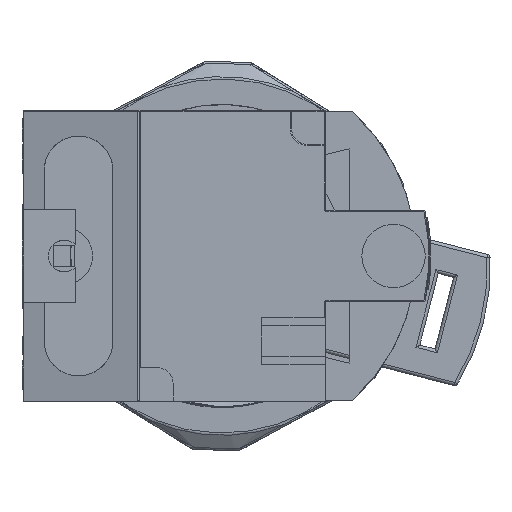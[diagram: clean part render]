
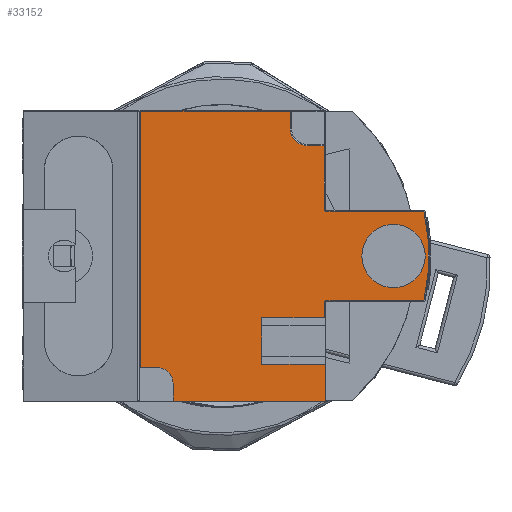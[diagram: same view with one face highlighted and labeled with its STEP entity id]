
A CAD part, front view. The second image highlights one B-rep face of the part: STEP entity #33152.
In plain terms, the highlighted planar face has unit normal (0, -1, 0).
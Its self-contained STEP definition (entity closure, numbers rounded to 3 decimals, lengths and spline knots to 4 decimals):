
#2392=LINE('',#86794,#4916);
#2676=LINE('',#89335,#5200);
#2677=LINE('',#89339,#5201);
#2678=LINE('',#89343,#5202);
#2679=LINE('',#89345,#5203);
#2680=LINE('',#89347,#5204);
#2681=LINE('',#89349,#5205);
#2682=LINE('',#89351,#5206);
#2683=LINE('',#89353,#5207);
#2684=LINE('',#89355,#5208);
#2685=LINE('',#89359,#5209);
#2686=LINE('',#89363,#5210);
#2687=LINE('',#89367,#5211);
#2688=LINE('',#89369,#5212);
#2689=LINE('',#89372,#5213);
#4916=VECTOR('',#38665,0.9547);
#5200=VECTOR('',#39091,0.5571);
#5201=VECTOR('',#39096,0.061);
#5202=VECTOR('',#39099,0.0669);
#5203=VECTOR('',#39100,0.5669);
#5204=VECTOR('',#39101,0.1378);
#5205=VECTOR('',#39102,0.2362);
#5206=VECTOR('',#39103,0.1732);
#5207=VECTOR('',#39104,0.2323);
#5208=VECTOR('',#39105,0.0563);
#5209=VECTOR('',#39108,0.3652);
#5210=VECTOR('',#39111,0.3652);
#5211=VECTOR('',#39114,0.2374);
#5212=VECTOR('',#39115,0.063);
#5213=VECTOR('',#39118,0.065);
#7688=FACE_BOUND('',#9959,.T.);
#8056=FACE_OUTER_BOUND('',#9958,.T.);
#9958=EDGE_LOOP('',(#22980,#22981,#22982,#22983,#22984,#22985,#22986,#22987,
#22988,#22989,#22990,#22991,#22992,#22993,#22994,#22995,#22996,#22997,#22998,
#22999));
#9959=EDGE_LOOP('',(#23000));
#11839=CIRCLE('',#35578,0.0591);
#11840=CIRCLE('',#35579,0.0067);
#11841=CIRCLE('',#35580,0.7916);
#11842=CIRCLE('',#35581,0.0067);
#11843=CIRCLE('',#35582,0.063);
#11844=CIRCLE('',#35583,0.1181);
#13075=VERTEX_POINT('',#86774);
#13081=VERTEX_POINT('',#86792);
#13698=VERTEX_POINT('',#89334);
#13699=VERTEX_POINT('',#89338);
#13700=VERTEX_POINT('',#89340);
#13701=VERTEX_POINT('',#89342);
#13702=VERTEX_POINT('',#89344);
#13703=VERTEX_POINT('',#89346);
#13704=VERTEX_POINT('',#89348);
#13705=VERTEX_POINT('',#89350);
#13706=VERTEX_POINT('',#89352);
#13707=VERTEX_POINT('',#89354);
#13708=VERTEX_POINT('',#89356);
#13709=VERTEX_POINT('',#89358);
#13710=VERTEX_POINT('',#89360);
#13711=VERTEX_POINT('',#89362);
#13712=VERTEX_POINT('',#89364);
#13713=VERTEX_POINT('',#89366);
#13714=VERTEX_POINT('',#89368);
#13715=VERTEX_POINT('',#89370);
#13716=VERTEX_POINT('',#89373);
#16598=EDGE_CURVE('',#13081,#13075,#2392,.T.);
#17222=EDGE_CURVE('',#13075,#13698,#2676,.T.);
#17224=EDGE_CURVE('',#13081,#13699,#2677,.T.);
#17225=EDGE_CURVE('',#13699,#13700,#11839,.T.);
#17226=EDGE_CURVE('',#13700,#13701,#2678,.T.);
#17227=EDGE_CURVE('',#13702,#13701,#2679,.T.);
#17228=EDGE_CURVE('',#13702,#13703,#2680,.T.);
#17229=EDGE_CURVE('',#13703,#13704,#2681,.T.);
#17230=EDGE_CURVE('',#13704,#13705,#2682,.T.);
#17231=EDGE_CURVE('',#13705,#13706,#2683,.T.);
#17232=EDGE_CURVE('',#13707,#13706,#2684,.T.);
#17233=EDGE_CURVE('',#13708,#13707,#11840,.T.);
#17234=EDGE_CURVE('',#13709,#13708,#2685,.T.);
#17235=EDGE_CURVE('',#13710,#13709,#11841,.T.);
#17236=EDGE_CURVE('',#13711,#13710,#2686,.T.);
#17237=EDGE_CURVE('',#13712,#13711,#11842,.T.);
#17238=EDGE_CURVE('',#13713,#13712,#2687,.T.);
#17239=EDGE_CURVE('',#13714,#13713,#2688,.T.);
#17240=EDGE_CURVE('',#13715,#13714,#11843,.T.);
#17241=EDGE_CURVE('',#13698,#13715,#2689,.T.);
#17242=EDGE_CURVE('',#13716,#13716,#11844,.T.);
#22980=ORIENTED_EDGE('',*,*,#16598,.F.);
#22981=ORIENTED_EDGE('',*,*,#17224,.T.);
#22982=ORIENTED_EDGE('',*,*,#17225,.T.);
#22983=ORIENTED_EDGE('',*,*,#17226,.T.);
#22984=ORIENTED_EDGE('',*,*,#17227,.F.);
#22985=ORIENTED_EDGE('',*,*,#17228,.T.);
#22986=ORIENTED_EDGE('',*,*,#17229,.T.);
#22987=ORIENTED_EDGE('',*,*,#17230,.T.);
#22988=ORIENTED_EDGE('',*,*,#17231,.T.);
#22989=ORIENTED_EDGE('',*,*,#17232,.F.);
#22990=ORIENTED_EDGE('',*,*,#17233,.F.);
#22991=ORIENTED_EDGE('',*,*,#17234,.F.);
#22992=ORIENTED_EDGE('',*,*,#17235,.F.);
#22993=ORIENTED_EDGE('',*,*,#17236,.F.);
#22994=ORIENTED_EDGE('',*,*,#17237,.F.);
#22995=ORIENTED_EDGE('',*,*,#17238,.F.);
#22996=ORIENTED_EDGE('',*,*,#17239,.F.);
#22997=ORIENTED_EDGE('',*,*,#17240,.F.);
#22998=ORIENTED_EDGE('',*,*,#17241,.F.);
#22999=ORIENTED_EDGE('',*,*,#17222,.F.);
#23000=ORIENTED_EDGE('',*,*,#17242,.T.);
#30687=PLANE('',#35577);
#33152=ADVANCED_FACE('',(#8056,#7688),#30687,.F.);
#35577=AXIS2_PLACEMENT_3D('',#89337,#39094,#39095);
#35578=AXIS2_PLACEMENT_3D('',#89341,#39097,#39098);
#35579=AXIS2_PLACEMENT_3D('',#89357,#39106,#39107);
#35580=AXIS2_PLACEMENT_3D('',#89361,#39109,#39110);
#35581=AXIS2_PLACEMENT_3D('',#89365,#39112,#39113);
#35582=AXIS2_PLACEMENT_3D('',#89371,#39116,#39117);
#35583=AXIS2_PLACEMENT_3D('',#89374,#39119,#39120);
#38665=DIRECTION('',(0.,0.,1.));
#39091=DIRECTION('',(1.,0.,0.));
#39094=DIRECTION('center_axis',(0.,1.,0.));
#39095=DIRECTION('ref_axis',(0.,0.,1.));
#39096=DIRECTION('',(1.,0.,0.));
#39097=DIRECTION('center_axis',(0.,1.,0.));
#39098=DIRECTION('ref_axis',(1.,0.,0.));
#39099=DIRECTION('',(0.,0.,-1.));
#39100=DIRECTION('',(-1.,0.,0.));
#39101=DIRECTION('',(0.,0.,1.));
#39102=DIRECTION('',(-1.,0.,0.));
#39103=DIRECTION('',(0.,0.,1.));
#39104=DIRECTION('',(1.,0.,0.));
#39105=DIRECTION('',(0.,0.,-1.));
#39106=DIRECTION('center_axis',(0.,-1.,0.));
#39107=DIRECTION('ref_axis',(-0.707,0.,0.707));
#39108=DIRECTION('',(-1.,0.,0.));
#39109=DIRECTION('center_axis',(0.,1.,0.));
#39110=DIRECTION('ref_axis',(1.,0.,0.));
#39111=DIRECTION('',(1.,0.,0.));
#39112=DIRECTION('center_axis',(0.,-1.,0.));
#39113=DIRECTION('ref_axis',(-0.707,0.,-0.707));
#39114=DIRECTION('',(0.,0.,-1.));
#39115=DIRECTION('',(1.,0.,0.));
#39116=DIRECTION('center_axis',(0.,-1.,0.));
#39117=DIRECTION('ref_axis',(-0.707,0.,-0.707));
#39118=DIRECTION('',(0.,0.,-1.));
#39119=DIRECTION('center_axis',(0.,1.,0.));
#39120=DIRECTION('ref_axis',(-1.,0.,0.));
#86774=CARTESIAN_POINT('',(0.439,0.1142,1.0807));
#86792=CARTESIAN_POINT('',(0.439,0.1142,0.126));
#86794=CARTESIAN_POINT('',(0.439,0.1142,0.126));
#89334=CARTESIAN_POINT('',(0.9961,0.1142,1.0807));
#89335=CARTESIAN_POINT('',(0.439,0.1142,1.0807));
#89337=CARTESIAN_POINT('Origin',(1.5157,0.1142,1.0827));
#89338=CARTESIAN_POINT('',(0.5,0.1142,0.126));
#89339=CARTESIAN_POINT('',(0.439,0.1142,0.126));
#89340=CARTESIAN_POINT('',(0.5591,0.1142,0.0669));
#89341=CARTESIAN_POINT('Origin',(0.5,0.1142,0.0669));
#89342=CARTESIAN_POINT('',(0.5591,0.1142,0.));
#89343=CARTESIAN_POINT('',(0.5591,0.1142,0.0669));
#89344=CARTESIAN_POINT('',(1.126,0.1142,0.));
#89345=CARTESIAN_POINT('',(1.126,0.1142,0.));
#89346=CARTESIAN_POINT('',(1.126,0.1142,0.1378));
#89347=CARTESIAN_POINT('',(1.126,0.1142,0.));
#89348=CARTESIAN_POINT('',(0.8898,0.1142,0.1378));
#89349=CARTESIAN_POINT('',(1.126,0.1142,0.1378));
#89350=CARTESIAN_POINT('',(0.8898,0.1142,0.311));
#89351=CARTESIAN_POINT('',(0.8898,0.1142,0.1378));
#89352=CARTESIAN_POINT('',(1.122,0.1142,0.311));
#89353=CARTESIAN_POINT('',(0.8898,0.1142,0.311));
#89354=CARTESIAN_POINT('',(1.122,0.1142,0.3673));
#89355=CARTESIAN_POINT('',(1.122,0.1142,0.3673));
#89356=CARTESIAN_POINT('',(1.1287,0.1142,0.374));
#89357=CARTESIAN_POINT('Origin',(1.1287,0.1142,0.3673));
#89358=CARTESIAN_POINT('',(1.4939,0.1142,0.374));
#89359=CARTESIAN_POINT('',(1.4939,0.1142,0.374));
#89360=CARTESIAN_POINT('',(1.4939,0.1142,0.7087));
#89361=CARTESIAN_POINT('Origin',(0.7202,0.1142,0.5413));
#89362=CARTESIAN_POINT('',(1.1287,0.1142,0.7087));
#89363=CARTESIAN_POINT('',(1.1287,0.1142,0.7087));
#89364=CARTESIAN_POINT('',(1.122,0.1142,0.7154));
#89365=CARTESIAN_POINT('Origin',(1.1287,0.1142,0.7154));
#89366=CARTESIAN_POINT('',(1.122,0.1142,0.9528));
#89367=CARTESIAN_POINT('',(1.122,0.1142,0.9528));
#89368=CARTESIAN_POINT('',(1.0591,0.1142,0.9528));
#89369=CARTESIAN_POINT('',(1.0591,0.1142,0.9528));
#89370=CARTESIAN_POINT('',(0.9961,0.1142,1.0157));
#89371=CARTESIAN_POINT('Origin',(1.0591,0.1142,1.0157));
#89372=CARTESIAN_POINT('',(0.9961,0.1142,1.0807));
#89373=CARTESIAN_POINT('',(1.4988,0.1142,0.5413));
#89374=CARTESIAN_POINT('Origin',(1.3807,0.1142,0.5413));
